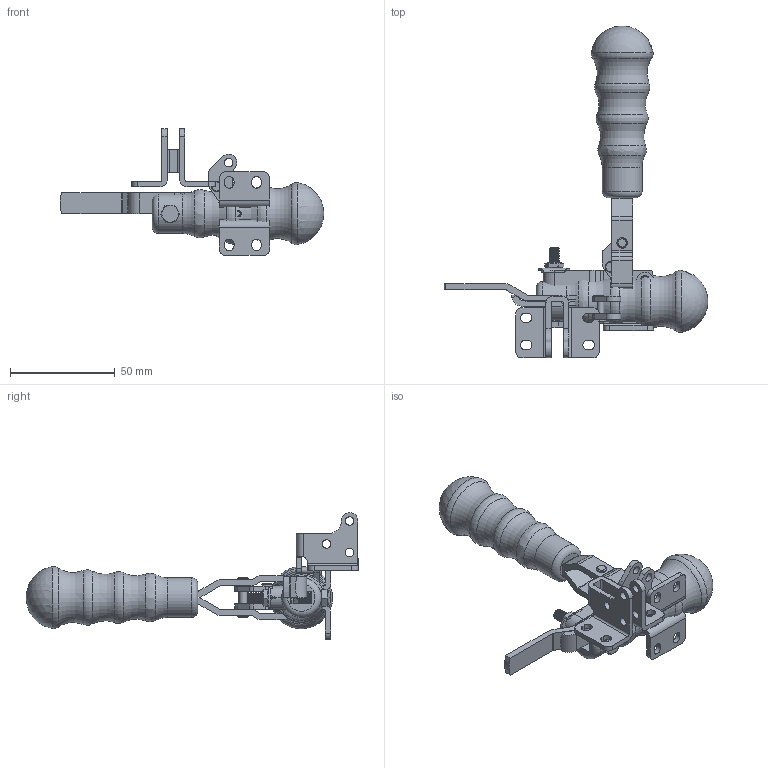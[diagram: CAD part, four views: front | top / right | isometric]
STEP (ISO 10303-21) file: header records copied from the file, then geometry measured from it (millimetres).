
FILE_DESCRIPTION( ( 'Unknown' ), '1' );
FILE_NAME( '210-UZ_UPINKA.stp', 'Unknown', ( 'Unknown' ), ( 'Unknown' ), 'PSStep 14.0', 'Unknown', ' ' );
FILE_SCHEMA( ( 'AUTOMOTIVE_DESIGN { 1 0 10303 214 1 1 1 1 }' ) );
Length unit declared in the file: millimetre
Products named in the file (21): 210004-M_TAHLO; Assem1; 210004_TAHLO; 210004_TAHLO-oa0; 210004-NN_NYT; 210009_UPINACI PAKA; 210009_UPINACI PAKA-oa1; 210010_OVLADACI PAKA; 210010_OVLADACI PAKA-oa2; 800057_SROUB M5x35-CSN ISO 4017; 940002_RUKOJET 10x6; 930002_PODLOZKA M5; 930002_PODLOZKA M5-oa3; 720619_NYT 4x19; 720619_NYT 4x19-oa4; 720613_NYT 4x13; 720613_NYT 4x13-oa5; 800003_MATICE M5_DIN4398; 800003_MATICE M5_DIN4398-oa6; 800049_KOLIK 4x20_CSN ISO 2338_; 210001_TELO
Bounding box: 126.05 x 158.53 x 60.53 mm (x, y, z)
Volume: 89845.4 mm3; surface area: 53320.9 mm2
Topology: 41 solids, 41 shells, 1084 faces, 2581 edges, 1604 vertices
Faces by surface type: cylinder 389, plane 339, cone 232, torus 108, bspline 14, sphere 2
Full cylindrical faces by diameter (mm): 2 x3, 3 x9, 4 x36, 4.1 x12, 4.134 x12, 5 x101, 5.2 x4, 6.88 x2, 18.996 x2
Entity records: 18158 total; most frequent: CARTESIAN_POINT 2678, DIRECTION 2432, ORIENTED_EDGE 1894, AXIS2_PLACEMENT_3D 1021, EDGE_CURVE 947, EDGE_LOOP 842, VERTEX_POINT 728, FACE_OUTER_BOUND 663
